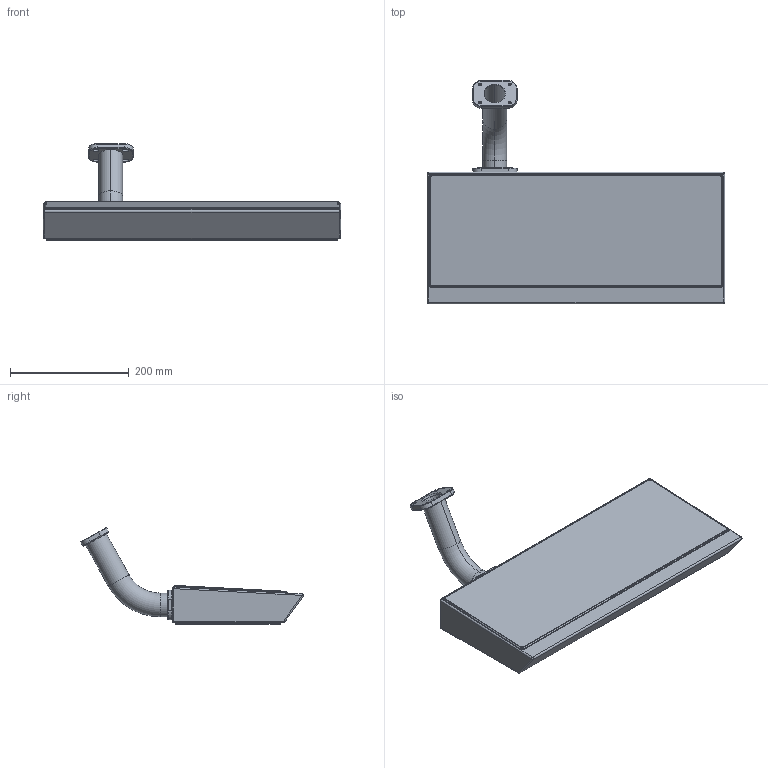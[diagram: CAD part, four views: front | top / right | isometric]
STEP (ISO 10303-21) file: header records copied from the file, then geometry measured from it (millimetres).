
FILE_DESCRIPTION((''),'2;1');
FILE_NAME('CAD-8001_SW0001','2021-10-05T14:01:29',('creinig-se'),(''),'CREO PARAMETRIC BY PTC INC, 2019292','CREO PARAMETRIC BY PTC INC, 2019292','');
FILE_SCHEMA(('CONFIG_CONTROL_DESIGN','SHAPE_APPEARANCE_LAYERS_GROUPS'));
Length unit declared in the file: millimetre
Products named in the file (1): CAD-8001_SW0001
Bounding box: 501.6 x 376.54 x 163.29 mm (x, y, z)
Volume: 6271867.4 mm3; surface area: 354698 mm2
Topology: 1 solids, 1 shells, 598 faces, 1346 edges, 800 vertices
Faces by surface type: plane 254, cone 184, cylinder 144, sphere 12, torus 4
Entity records: 22774 total; most frequent: CARTESIAN_POINT 5274, DIRECTION 2946, ORIENTED_EDGE 2668, EDGE_CURVE 1334, AXIS2_PLACEMENT_3D 1142, VERTEX_POINT 800, EDGE_LOOP 680, VECTOR 662
